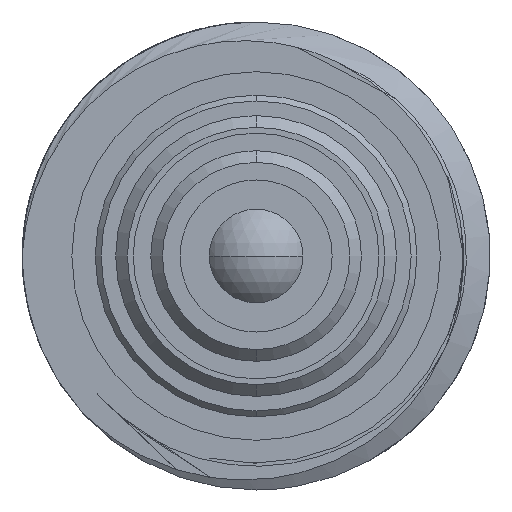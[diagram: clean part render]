
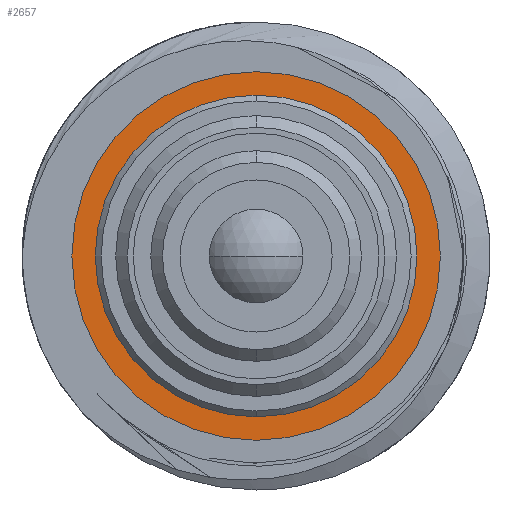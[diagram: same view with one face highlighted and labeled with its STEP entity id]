
A CAD part, left-side view. The second image highlights one B-rep face of the part: STEP entity #2657.
In plain terms, the highlighted planar face has unit normal (-1, 0, 0).
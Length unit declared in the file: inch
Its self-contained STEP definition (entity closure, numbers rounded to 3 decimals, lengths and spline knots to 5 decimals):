
#374 = AXIS2_PLACEMENT_3D ( 'NONE', #4477, #9303, #8417 ) ;
#692 = AXIS2_PLACEMENT_3D ( 'NONE', #12128, #7334, #2584 ) ;
#1192 = FACE_OUTER_BOUND ( 'NONE', #4864, .T. ) ;
#1644 = VERTEX_POINT ( 'NONE', #3918 ) ;
#2215 = DIRECTION ( 'NONE',  ( -1., 0., 0. ) ) ;
#2584 = DIRECTION ( 'NONE',  ( 0., 1., 0. ) ) ;
#2585 = ORIENTED_EDGE ( 'NONE', *, *, #8373, .T. ) ;
#2657 = ADVANCED_FACE ( 'NONE', ( #1192, #5083 ), #8146, .F. ) ;
#3074 = CARTESIAN_POINT ( 'NONE',  ( 0.37795, 0., 0.07087 ) ) ;
#3360 = DIRECTION ( 'NONE',  ( -1., 0., 0. ) ) ;
#3592 = ORIENTED_EDGE ( 'NONE', *, *, #7996, .F. ) ;
#3918 = CARTESIAN_POINT ( 'NONE',  ( 0.37795, 0., -0.07087 ) ) ;
#4162 = CARTESIAN_POINT ( 'NONE',  ( 0.37795, 0., 0.12402 ) ) ;
#4183 = CARTESIAN_POINT ( 'NONE',  ( 0.37795, 0., 0. ) ) ;
#4477 = CARTESIAN_POINT ( 'NONE',  ( 0.37795, 0., 0. ) ) ;
#4864 = EDGE_LOOP ( 'NONE', ( #2585, #5907 ) ) ;
#5001 = DIRECTION ( 'NONE',  ( 0., 0., 1. ) ) ;
#5083 = FACE_BOUND ( 'NONE', #11725, .T. ) ;
#5456 = VERTEX_POINT ( 'NONE', #3074 ) ;
#5797 = AXIS2_PLACEMENT_3D ( 'NONE', #8776, #11693, #5001 ) ;
#5877 = VERTEX_POINT ( 'NONE', #7983 ) ;
#5907 = ORIENTED_EDGE ( 'NONE', *, *, #9201, .T. ) ;
#5947 = VERTEX_POINT ( 'NONE', #4162 ) ;
#6193 = AXIS2_PLACEMENT_3D ( 'NONE', #4183, #2215, #7113 ) ;
#6368 = AXIS2_PLACEMENT_3D ( 'NONE', #8227, #3360, #10075 ) ;
#6772 = EDGE_CURVE ( 'NONE', #1644, #5456, #8696, .T. ) ;
#7113 = DIRECTION ( 'NONE',  ( 0., 0., 1. ) ) ;
#7334 = DIRECTION ( 'NONE',  ( 1., 0., 0. ) ) ;
#7447 = ORIENTED_EDGE ( 'NONE', *, *, #6772, .F. ) ;
#7983 = CARTESIAN_POINT ( 'NONE',  ( 0.37795, 0., -0.12402 ) ) ;
#7996 = EDGE_CURVE ( 'NONE', #5456, #1644, #8107, .T. ) ;
#8107 = CIRCLE ( 'NONE', #374, 0.07087 ) ;
#8146 = PLANE ( 'NONE',  #692 ) ;
#8227 = CARTESIAN_POINT ( 'NONE',  ( 0.37795, 0., 0. ) ) ;
#8373 = EDGE_CURVE ( 'NONE', #5947, #5877, #12273, .T. ) ;
#8417 = DIRECTION ( 'NONE',  ( 0., 0., 1. ) ) ;
#8696 = CIRCLE ( 'NONE', #6368, 0.07087 ) ;
#8776 = CARTESIAN_POINT ( 'NONE',  ( 0.37795, 0., 0. ) ) ;
#9201 = EDGE_CURVE ( 'NONE', #5877, #5947, #11567, .T. ) ;
#9303 = DIRECTION ( 'NONE',  ( -1., 0., 0. ) ) ;
#10075 = DIRECTION ( 'NONE',  ( 0., 0., 1. ) ) ;
#11567 = CIRCLE ( 'NONE', #5797, 0.12402 ) ;
#11693 = DIRECTION ( 'NONE',  ( -1., 0., 0. ) ) ;
#11725 = EDGE_LOOP ( 'NONE', ( #3592, #7447 ) ) ;
#12128 = CARTESIAN_POINT ( 'NONE',  ( 0.37795, 0.12402, 0. ) ) ;
#12273 = CIRCLE ( 'NONE', #6193, 0.12402 ) ;
